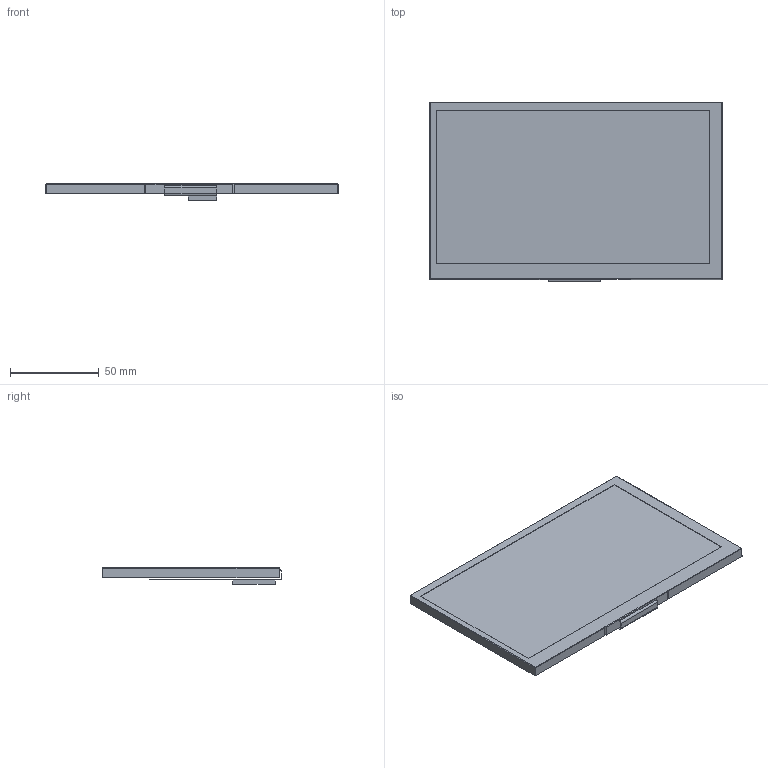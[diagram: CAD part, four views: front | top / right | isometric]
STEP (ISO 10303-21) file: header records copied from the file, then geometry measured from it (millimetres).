
FILE_DESCRIPTION(/* description */ (''),/* implementation_level */ '2;1');
FILE_NAME(/* name */ 'RVT70HSMNWN00_Rev.1.0.stp',/* time_stamp */ '2021-08-25T13:15:29+02:00',/* author */ ('Mateusz Natywa'),/* organization */ (''),/* preprocessor_version */ 'ST-DEVELOPER v17',/* originating_system */ 'Autodesk Inventor 2019',/* authorisation */ '');
FILE_SCHEMA (('CONFIG_CONTROL_DESIGN'));
Length unit declared in the file: millimetre
Products named in the file (3): TFT; DISP; FPCM
Assembly tree (2 placements, depth 2):
  TFT
    DISP
    FPCM
Bounding box: 164.9 x 101.33 x 9.15 mm (x, y, z)
Volume: 91168.2 mm3; surface area: 40429.9 mm2
Topology: 2 solids, 2 shells, 220 faces, 637 edges, 418 vertices
Faces by surface type: plane 194, cylinder 22, bspline 4
Entity records: 7374 total; most frequent: CARTESIAN_POINT 1424, ORIENTED_EDGE 1266, DIRECTION 1111, EDGE_CURVE 633, LINE 589, VECTOR 589, VERTEX_POINT 418, AXIS2_PLACEMENT_3D 261
